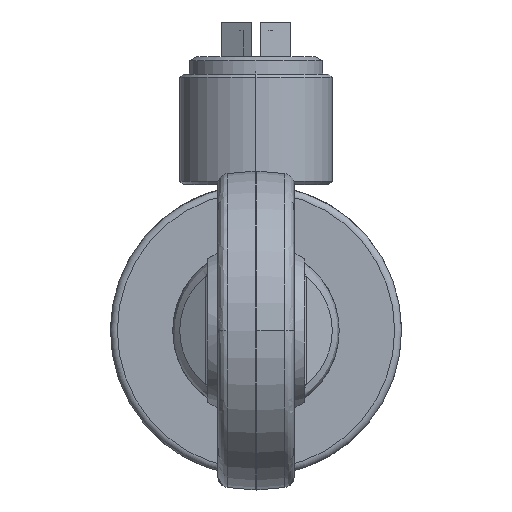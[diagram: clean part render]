
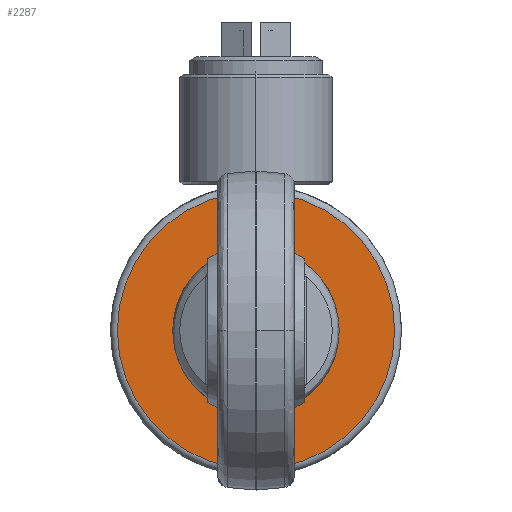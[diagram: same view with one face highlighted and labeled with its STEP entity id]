
A CAD part, left-side view. The second image highlights one B-rep face of the part: STEP entity #2287.
In plain terms, the highlighted planar face has unit normal (-1, 0, 0).
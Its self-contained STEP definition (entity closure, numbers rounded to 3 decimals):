
#252 = VERTEX_POINT ( 'NONE', #18978 ) ;
#1718 = ORIENTED_EDGE ( 'NONE', *, *, #24883, .T. ) ;
#2287 = ADVANCED_FACE ( 'NONE', ( #18755 ), #25642, .T. ) ;
#2628 = CARTESIAN_POINT ( 'NONE',  ( -7., 0., 0. ) ) ;
#5500 = CARTESIAN_POINT ( 'NONE',  ( -7., 0., 20. ) ) ;
#6501 = DIRECTION ( 'NONE',  ( -1., 0., 0. ) ) ;
#11583 = ORIENTED_EDGE ( 'NONE', *, *, #18357, .T. ) ;
#13888 = CARTESIAN_POINT ( 'NONE',  ( -7., 0., 0. ) ) ;
#16338 = DIRECTION ( 'NONE',  ( 0., 0., 1. ) ) ;
#16574 = EDGE_LOOP ( 'NONE', ( #11583, #1718 ) ) ;
#17530 = CIRCLE ( 'NONE', #20639, 20. ) ;
#18357 = EDGE_CURVE ( 'NONE', #24842, #252, #17530, .T. ) ;
#18755 = FACE_OUTER_BOUND ( 'NONE', #16574, .T. ) ;
#18978 = CARTESIAN_POINT ( 'NONE',  ( -7., 0., -20. ) ) ;
#20639 = AXIS2_PLACEMENT_3D ( 'NONE', #13888, #25658, #21787 ) ;
#21787 = DIRECTION ( 'NONE',  ( 0., 0., 1. ) ) ;
#22741 = DIRECTION ( 'NONE',  ( 0., 0., 1. ) ) ;
#23023 = CIRCLE ( 'NONE', #25038, 20. ) ;
#24262 = AXIS2_PLACEMENT_3D ( 'NONE', #28552, #6501, #16338 ) ;
#24842 = VERTEX_POINT ( 'NONE', #5500 ) ;
#24883 = EDGE_CURVE ( 'NONE', #252, #24842, #23023, .T. ) ;
#24957 = DIRECTION ( 'NONE',  ( -1., 0., 0. ) ) ;
#25038 = AXIS2_PLACEMENT_3D ( 'NONE', #2628, #24957, #22741 ) ;
#25642 = PLANE ( 'NONE',  #24262 ) ;
#25658 = DIRECTION ( 'NONE',  ( -1., 0., 0. ) ) ;
#28552 = CARTESIAN_POINT ( 'NONE',  ( -7., 0., 20. ) ) ;
